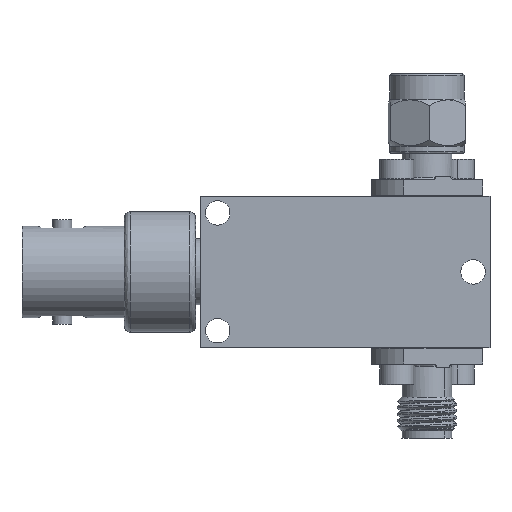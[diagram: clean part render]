
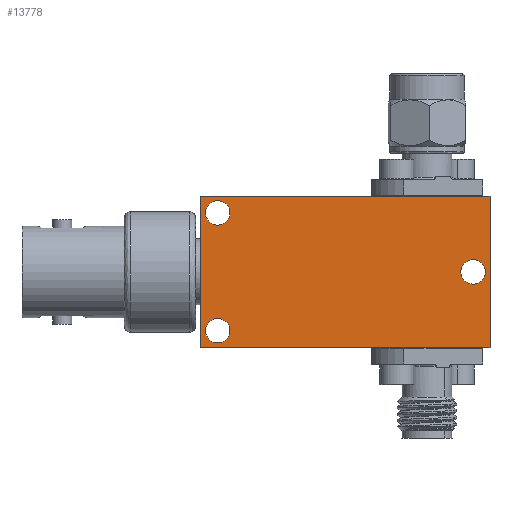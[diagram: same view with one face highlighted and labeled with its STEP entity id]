
A CAD part, front view. The second image highlights one B-rep face of the part: STEP entity #13778.
In plain terms, the highlighted planar face has unit normal (0, -1, 0).
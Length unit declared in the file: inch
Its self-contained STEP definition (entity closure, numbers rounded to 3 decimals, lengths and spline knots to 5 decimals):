
#126 = DIRECTION ( 'NONE',  ( 0., 1., 0. ) ) ;
#191 = VERTEX_POINT ( 'NONE', #1292 ) ;
#224 = CIRCLE ( 'NONE', #13103, 0.05075 ) ;
#263 = CIRCLE ( 'NONE', #2317, 0.05075 ) ;
#382 = VERTEX_POINT ( 'NONE', #12121 ) ;
#489 = EDGE_CURVE ( 'NONE', #6708, #191, #11257, .T. ) ;
#724 = DIRECTION ( 'NONE',  ( 0., 1., 0. ) ) ;
#797 = FACE_BOUND ( 'NONE', #9029, .T. ) ;
#935 = CIRCLE ( 'NONE', #12669, 0.05075 ) ;
#960 = AXIS2_PLACEMENT_3D ( 'NONE', #1332, #7717, #12027 ) ;
#1229 = EDGE_CURVE ( 'NONE', #4811, #1751, #224, .T. ) ;
#1265 = DIRECTION ( 'NONE',  ( 0., 1., 0. ) ) ;
#1292 = CARTESIAN_POINT ( 'NONE',  ( 0.26, -0.515, -0.3145 ) ) ;
#1307 = EDGE_LOOP ( 'NONE', ( #10568, #5050, #6545, #6492 ) ) ;
#1332 = CARTESIAN_POINT ( 'NONE',  ( -0.87, -0.515, -0.244 ) ) ;
#1751 = VERTEX_POINT ( 'NONE', #4536 ) ;
#2192 = DIRECTION ( 'NONE',  ( 0., 0., 1. ) ) ;
#2317 = AXIS2_PLACEMENT_3D ( 'NONE', #3620, #7916, #3417 ) ;
#2401 = CARTESIAN_POINT ( 'NONE',  ( 0.19, -0.515, 0.05075 ) ) ;
#2597 = EDGE_CURVE ( 'NONE', #9295, #8400, #12935, .T. ) ;
#2865 = DIRECTION ( 'NONE',  ( 0., -1., 0. ) ) ;
#3079 = DIRECTION ( 'NONE',  ( 0., 0., 1. ) ) ;
#3417 = DIRECTION ( 'NONE',  ( 0., 0., 1. ) ) ;
#3620 = CARTESIAN_POINT ( 'NONE',  ( 0.19, -0.515, 0. ) ) ;
#3980 = EDGE_CURVE ( 'NONE', #11144, #9806, #935, .T. ) ;
#4073 = FACE_BOUND ( 'NONE', #7155, .T. ) ;
#4514 = ORIENTED_EDGE ( 'NONE', *, *, #1229, .T. ) ;
#4536 = CARTESIAN_POINT ( 'NONE',  ( 0.19, -0.515, -0.05075 ) ) ;
#4540 = DIRECTION ( 'NONE',  ( 0., 0., 1. ) ) ;
#4758 = CARTESIAN_POINT ( 'NONE',  ( 0.26, -0.515, 0.3145 ) ) ;
#4811 = VERTEX_POINT ( 'NONE', #2401 ) ;
#4843 = EDGE_CURVE ( 'NONE', #9806, #11144, #7297, .T. ) ;
#4917 = VECTOR ( 'NONE', #8849, 39.37008 ) ;
#4933 = EDGE_CURVE ( 'NONE', #1751, #4811, #263, .T. ) ;
#4967 = VERTEX_POINT ( 'NONE', #11392 ) ;
#4991 = FACE_BOUND ( 'NONE', #6508, .T. ) ;
#5050 = ORIENTED_EDGE ( 'NONE', *, *, #2597, .T. ) ;
#5249 = VECTOR ( 'NONE', #6318, 39.37008 ) ;
#5530 = CARTESIAN_POINT ( 'NONE',  ( -0.87, -0.515, 0.245 ) ) ;
#5595 = ORIENTED_EDGE ( 'NONE', *, *, #11642, .T. ) ;
#5907 = CARTESIAN_POINT ( 'NONE',  ( -0.87, -0.515, -0.29475 ) ) ;
#6076 = CARTESIAN_POINT ( 'NONE',  ( -0.94, -0.515, -0.3145 ) ) ;
#6113 = DIRECTION ( 'NONE',  ( 0., 0., -1. ) ) ;
#6318 = DIRECTION ( 'NONE',  ( -1., 0., 0. ) ) ;
#6414 = VECTOR ( 'NONE', #12300, 39.37008 ) ;
#6492 = ORIENTED_EDGE ( 'NONE', *, *, #489, .T. ) ;
#6508 = EDGE_LOOP ( 'NONE', ( #7169, #10363 ) ) ;
#6545 = ORIENTED_EDGE ( 'NONE', *, *, #10024, .T. ) ;
#6708 = VERTEX_POINT ( 'NONE', #6076 ) ;
#7155 = EDGE_LOOP ( 'NONE', ( #12400, #5595 ) ) ;
#7169 = ORIENTED_EDGE ( 'NONE', *, *, #3980, .T. ) ;
#7255 = CARTESIAN_POINT ( 'NONE',  ( 0.19, -0.515, 0. ) ) ;
#7297 = CIRCLE ( 'NONE', #960, 0.05075 ) ;
#7717 = DIRECTION ( 'NONE',  ( 0., 1., 0. ) ) ;
#7916 = DIRECTION ( 'NONE',  ( 0., 1., 0. ) ) ;
#8234 = CARTESIAN_POINT ( 'NONE',  ( -0.87, -0.515, 0.245 ) ) ;
#8400 = VERTEX_POINT ( 'NONE', #12887 ) ;
#8849 = DIRECTION ( 'NONE',  ( 0., 0., -1. ) ) ;
#8852 = LINE ( 'NONE', #12114, #9653 ) ;
#9029 = EDGE_LOOP ( 'NONE', ( #4514, #12549 ) ) ;
#9295 = VERTEX_POINT ( 'NONE', #4758 ) ;
#9653 = VECTOR ( 'NONE', #13085, 39.37008 ) ;
#9806 = VERTEX_POINT ( 'NONE', #5907 ) ;
#9816 = CARTESIAN_POINT ( 'NONE',  ( -0.87, -0.515, -0.244 ) ) ;
#10024 = EDGE_CURVE ( 'NONE', #8400, #6708, #10846, .T. ) ;
#10184 = CARTESIAN_POINT ( 'NONE',  ( -0.94, -0.515, -0.3145 ) ) ;
#10363 = ORIENTED_EDGE ( 'NONE', *, *, #4843, .T. ) ;
#10493 = FACE_OUTER_BOUND ( 'NONE', #1307, .T. ) ;
#10554 = CARTESIAN_POINT ( 'NONE',  ( -0.94, -0.515, 0.3145 ) ) ;
#10568 = ORIENTED_EDGE ( 'NONE', *, *, #11251, .T. ) ;
#10803 = CIRCLE ( 'NONE', #11493, 0.05075 ) ;
#10846 = LINE ( 'NONE', #10979, #4917 ) ;
#10979 = CARTESIAN_POINT ( 'NONE',  ( -0.94, -0.515, -0.3145 ) ) ;
#11144 = VERTEX_POINT ( 'NONE', #12877 ) ;
#11251 = EDGE_CURVE ( 'NONE', #191, #9295, #8852, .T. ) ;
#11257 = LINE ( 'NONE', #10184, #6414 ) ;
#11392 = CARTESIAN_POINT ( 'NONE',  ( -0.87, -0.515, 0.29575 ) ) ;
#11493 = AXIS2_PLACEMENT_3D ( 'NONE', #5530, #126, #2192 ) ;
#11565 = DIRECTION ( 'NONE',  ( 0., 0., 1. ) ) ;
#11642 = EDGE_CURVE ( 'NONE', #382, #4967, #10803, .T. ) ;
#11975 = AXIS2_PLACEMENT_3D ( 'NONE', #8234, #724, #11565 ) ;
#12027 = DIRECTION ( 'NONE',  ( 0., 0., 1. ) ) ;
#12114 = CARTESIAN_POINT ( 'NONE',  ( 0.26, -0.515, -0.3145 ) ) ;
#12121 = CARTESIAN_POINT ( 'NONE',  ( -0.87, -0.515, 0.19425 ) ) ;
#12300 = DIRECTION ( 'NONE',  ( 1., 0., 0. ) ) ;
#12400 = ORIENTED_EDGE ( 'NONE', *, *, #13717, .T. ) ;
#12532 = PLANE ( 'NONE',  #12859 ) ;
#12549 = ORIENTED_EDGE ( 'NONE', *, *, #4933, .T. ) ;
#12668 = CARTESIAN_POINT ( 'NONE',  ( -0.94, -0.515, -0.3145 ) ) ;
#12669 = AXIS2_PLACEMENT_3D ( 'NONE', #9816, #1265, #4540 ) ;
#12859 = AXIS2_PLACEMENT_3D ( 'NONE', #12668, #2865, #6113 ) ;
#12877 = CARTESIAN_POINT ( 'NONE',  ( -0.87, -0.515, -0.19325 ) ) ;
#12887 = CARTESIAN_POINT ( 'NONE',  ( -0.94, -0.515, 0.3145 ) ) ;
#12935 = LINE ( 'NONE', #10554, #5249 ) ;
#13085 = DIRECTION ( 'NONE',  ( 0., 0., 1. ) ) ;
#13103 = AXIS2_PLACEMENT_3D ( 'NONE', #7255, #13733, #3079 ) ;
#13717 = EDGE_CURVE ( 'NONE', #4967, #382, #13754, .T. ) ;
#13733 = DIRECTION ( 'NONE',  ( 0., 1., 0. ) ) ;
#13754 = CIRCLE ( 'NONE', #11975, 0.05075 ) ;
#13778 = ADVANCED_FACE ( 'NONE', ( #10493, #4991, #4073, #797 ), #12532, .T. ) ;
